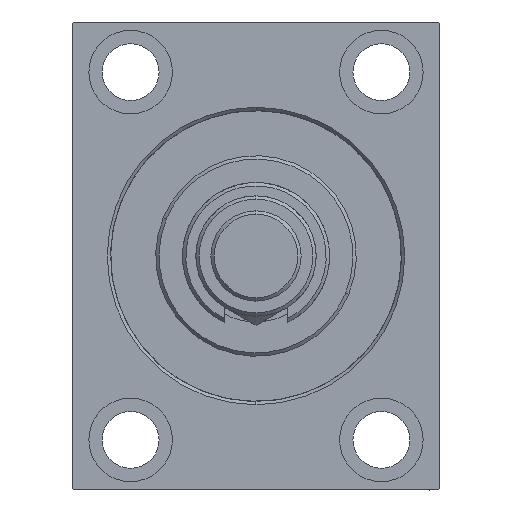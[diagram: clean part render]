
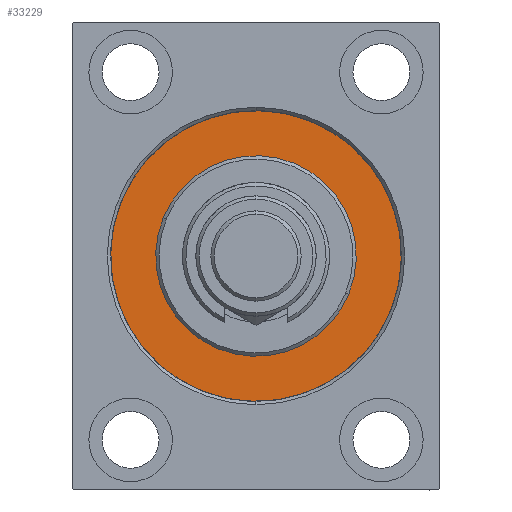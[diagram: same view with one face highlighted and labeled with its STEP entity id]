
A CAD part, left-side view. The second image highlights one B-rep face of the part: STEP entity #33229.
In plain terms, the highlighted face is planar.
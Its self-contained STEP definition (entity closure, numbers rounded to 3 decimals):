
#1162 = DIRECTION ( 'NONE',  ( -1., 0., 0. ) ) ;
#2371 = VERTEX_POINT ( 'NONE', #24215 ) ;
#2517 = DIRECTION ( 'NONE',  ( 0., 0., 1. ) ) ;
#2721 = ORIENTED_EDGE ( 'NONE', *, *, #3544, .F. ) ;
#3544 = EDGE_CURVE ( 'NONE', #2371, #10221, #20254, .T. ) ;
#5184 = AXIS2_PLACEMENT_3D ( 'NONE', #6080, #20488, #2517 ) ;
#6080 = CARTESIAN_POINT ( 'NONE',  ( 0., 0., 0. ) ) ;
#7652 = DIRECTION ( 'NONE',  ( 0., 0., 1. ) ) ;
#8495 = CARTESIAN_POINT ( 'NONE',  ( 0., 0., 0. ) ) ;
#8967 = FACE_BOUND ( 'NONE', #32125, .T. ) ;
#10221 = VERTEX_POINT ( 'NONE', #25849 ) ;
#10437 = CIRCLE ( 'NONE', #5184, 43.5 ) ;
#13165 = EDGE_CURVE ( 'NONE', #46096, #21339, #37880, .T. ) ;
#16058 = PLANE ( 'NONE',  #33019 ) ;
#16526 = FACE_OUTER_BOUND ( 'NONE', #27235, .T. ) ;
#18066 = CARTESIAN_POINT ( 'NONE',  ( 0., 0., 0. ) ) ;
#18698 = AXIS2_PLACEMENT_3D ( 'NONE', #42013, #20757, #24545 ) ;
#20254 = CIRCLE ( 'NONE', #21034, 43.5 ) ;
#20488 = DIRECTION ( 'NONE',  ( -1., 0., 0. ) ) ;
#20757 = DIRECTION ( 'NONE',  ( 1., 0., 0. ) ) ;
#21034 = AXIS2_PLACEMENT_3D ( 'NONE', #18066, #22070, #7652 ) ;
#21339 = VERTEX_POINT ( 'NONE', #33184 ) ;
#22070 = DIRECTION ( 'NONE',  ( -1., 0., 0. ) ) ;
#23560 = AXIS2_PLACEMENT_3D ( 'NONE', #43315, #25391, #39795 ) ;
#24215 = CARTESIAN_POINT ( 'NONE',  ( 0., 0., -43.5 ) ) ;
#24545 = DIRECTION ( 'NONE',  ( 0., 0., -1. ) ) ;
#25391 = DIRECTION ( 'NONE',  ( 1., 0., 0. ) ) ;
#25849 = CARTESIAN_POINT ( 'NONE',  ( 0., 0., 43.5 ) ) ;
#26260 = CIRCLE ( 'NONE', #18698, 30. ) ;
#27235 = EDGE_LOOP ( 'NONE', ( #2721, #42164 ) ) ;
#29439 = ORIENTED_EDGE ( 'NONE', *, *, #33299, .F. ) ;
#32125 = EDGE_LOOP ( 'NONE', ( #38348, #29439 ) ) ;
#33019 = AXIS2_PLACEMENT_3D ( 'NONE', #8495, #1162, #37312 ) ;
#33184 = CARTESIAN_POINT ( 'NONE',  ( 0., 0., -30. ) ) ;
#33229 = ADVANCED_FACE ( 'NONE', ( #8967, #16526 ), #16058, .F. ) ;
#33299 = EDGE_CURVE ( 'NONE', #21339, #46096, #26260, .T. ) ;
#37312 = DIRECTION ( 'NONE',  ( 0., 0., 1. ) ) ;
#37880 = CIRCLE ( 'NONE', #23560, 30. ) ;
#38348 = ORIENTED_EDGE ( 'NONE', *, *, #13165, .F. ) ;
#39795 = DIRECTION ( 'NONE',  ( 0., 0., -1. ) ) ;
#42013 = CARTESIAN_POINT ( 'NONE',  ( 0., 0., 0. ) ) ;
#42164 = ORIENTED_EDGE ( 'NONE', *, *, #43176, .F. ) ;
#43176 = EDGE_CURVE ( 'NONE', #10221, #2371, #10437, .T. ) ;
#43315 = CARTESIAN_POINT ( 'NONE',  ( 0., 0., 0. ) ) ;
#43498 = CARTESIAN_POINT ( 'NONE',  ( 0., 0., 30. ) ) ;
#46096 = VERTEX_POINT ( 'NONE', #43498 ) ;
